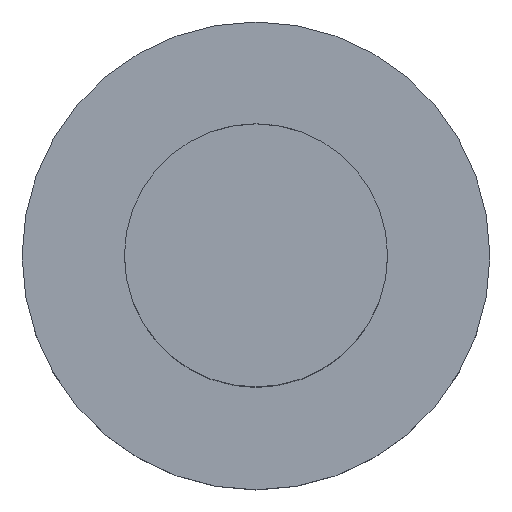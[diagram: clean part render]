
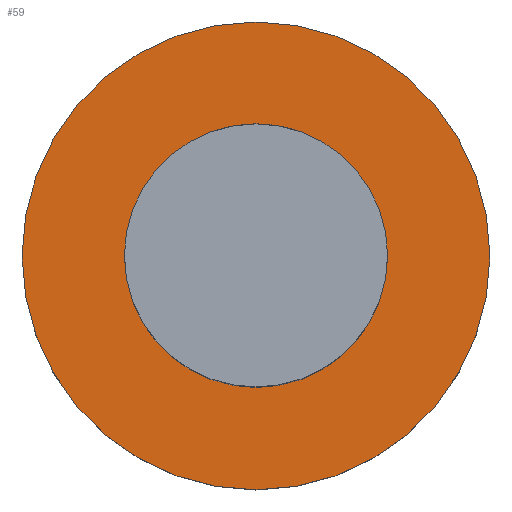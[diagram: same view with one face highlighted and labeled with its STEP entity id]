
A CAD part, top view. The second image highlights one B-rep face of the part: STEP entity #59.
In plain terms, the highlighted planar face has unit normal (0, 0, 1).
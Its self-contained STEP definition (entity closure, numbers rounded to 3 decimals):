
#59=ADVANCED_FACE('240[2]',(#153,#154),#155,.T.);
#114=EDGE_CURVE('240[2]',#240,#240,#241,.T.);
#116=EDGE_CURVE('240[2]',#243,#243,#244,.T.);
#153=FACE_BOUND('',#312,.T.);
#154=FACE_OUTER_BOUND('',#313,.T.);
#155=PLANE('',#314);
#240=VERTEX_POINT('',#517);
#241=CIRCLE('',#518,18.0);
#243=VERTEX_POINT('',#521);
#244=CIRCLE('',#522,32.0);
#312=EDGE_LOOP('',(#613));
#313=EDGE_LOOP('',(#614));
#314=AXIS2_PLACEMENT_3D('',#615,#616,#617);
#517=CARTESIAN_POINT('',(18.0,0.0,0.0));
#518=AXIS2_PLACEMENT_3D('',#709,#710,#711);
#521=CARTESIAN_POINT('',(0.,32.0,0.));
#522=AXIS2_PLACEMENT_3D('',#712,#713,#714);
#613=ORIENTED_EDGE('',*,*,#114,.T.);
#614=ORIENTED_EDGE('',*,*,#116,.T.);
#615=CARTESIAN_POINT('',(0.,16.0,0.));
#616=DIRECTION('',(0.,0.,1.0));
#617=DIRECTION('',(1.0,0.,0.0));
#709=CARTESIAN_POINT('',(0.0,0.0,0.));
#710=DIRECTION('',(0.,0.,-1.0));
#711=DIRECTION('',(1.0,0.,0.));
#712=CARTESIAN_POINT('',(0.0,0.0,0.0));
#713=DIRECTION('',(0.,0.,1.0));
#714=DIRECTION('',(0.,1.0,0.));
